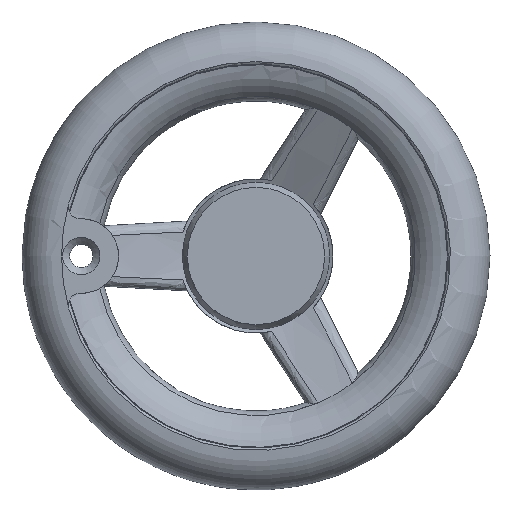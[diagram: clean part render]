
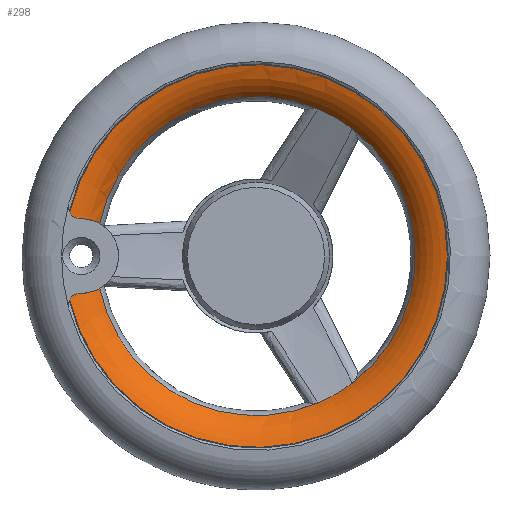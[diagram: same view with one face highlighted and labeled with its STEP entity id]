
A CAD part, left-side view. The second image highlights one B-rep face of the part: STEP entity #298.
In plain terms, the highlighted toroidal (fillet/blend) face has major radius 43.294 mm and minor radius 11 mm.
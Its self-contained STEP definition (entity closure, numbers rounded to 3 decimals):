
#129=TOROIDAL_SURFACE('',#1261,43.294,11.);
#215=B_SPLINE_CURVE_WITH_KNOTS('',3,(#1869,#1870,#1871,#1872,#1873,#1874,
#1875,#1876,#1877,#1878,#1879,#1880,#1881),.UNSPECIFIED.,.F.,.F.,(4,3,3,
3,4),(0.,0.292,0.584,0.883,1.),.UNSPECIFIED.);
#216=B_SPLINE_CURVE_WITH_KNOTS('',3,(#1883,#1884,#1885,#1886),.UNSPECIFIED.,
.F.,.F.,(4,4),(0.,1.),.UNSPECIFIED.);
#217=B_SPLINE_CURVE_WITH_KNOTS('',3,(#1892,#1893,#1894,#1895),.UNSPECIFIED.,
.F.,.F.,(4,4),(0.,1.),.UNSPECIFIED.);
#218=B_SPLINE_CURVE_WITH_KNOTS('',3,(#1897,#1898,#1899,#1900,#1901,#1902,
#1903,#1904,#1905,#1906,#1907,#1908,#1909),.UNSPECIFIED.,.F.,.F.,(4,3,3,
3,4),(0.,0.292,0.584,0.883,1.),.UNSPECIFIED.);
#298=ADVANCED_FACE('',(#397),#129,.T.);
#397=FACE_OUTER_BOUND('',#460,.T.);
#460=EDGE_LOOP('',(#585,#586,#587,#588,#589,#590,#591,#592,#593,#594));
#585=ORIENTED_EDGE('',*,*,#1043,.T.);
#586=ORIENTED_EDGE('',*,*,#1044,.T.);
#587=ORIENTED_EDGE('',*,*,#1045,.T.);
#588=ORIENTED_EDGE('',*,*,#1037,.F.);
#589=ORIENTED_EDGE('',*,*,#1046,.F.);
#590=ORIENTED_EDGE('',*,*,#1032,.F.);
#591=ORIENTED_EDGE('',*,*,#1047,.F.);
#592=ORIENTED_EDGE('',*,*,#1048,.F.);
#593=ORIENTED_EDGE('',*,*,#1049,.T.);
#594=ORIENTED_EDGE('',*,*,#1050,.F.);
#909=VERTEX_POINT('',#1777);
#910=VERTEX_POINT('',#1779);
#913=VERTEX_POINT('',#1838);
#914=VERTEX_POINT('',#1840);
#918=VERTEX_POINT('',#1867);
#919=VERTEX_POINT('',#1868);
#920=VERTEX_POINT('',#1882);
#921=VERTEX_POINT('',#1889);
#922=VERTEX_POINT('',#1891);
#923=VERTEX_POINT('',#1896);
#1032=EDGE_CURVE('',#909,#910,#1189,.T.);
#1037=EDGE_CURVE('',#913,#914,#1190,.T.);
#1043=EDGE_CURVE('',#918,#919,#1192,.T.);
#1044=EDGE_CURVE('',#919,#920,#215,.T.);
#1045=EDGE_CURVE('',#920,#914,#216,.T.);
#1046=EDGE_CURVE('',#910,#913,#1193,.T.);
#1047=EDGE_CURVE('',#921,#909,#1194,.T.);
#1048=EDGE_CURVE('',#922,#921,#1195,.T.);
#1049=EDGE_CURVE('',#922,#923,#217,.T.);
#1050=EDGE_CURVE('',#918,#923,#218,.T.);
#1189=CIRCLE('',#1251,34.25);
#1190=CIRCLE('',#1253,34.25);
#1192=CIRCLE('',#1257,41.087);
#1193=CIRCLE('',#1258,34.25);
#1194=CIRCLE('',#1259,34.25);
#1195=CIRCLE('',#1260,34.25);
#1251=AXIS2_PLACEMENT_3D('',#1778,#1377,#1378);
#1253=AXIS2_PLACEMENT_3D('',#1839,#1381,#1382);
#1257=AXIS2_PLACEMENT_3D('',#1866,#1389,#1390);
#1258=AXIS2_PLACEMENT_3D('',#1887,#1391,#1392);
#1259=AXIS2_PLACEMENT_3D('',#1888,#1393,#1394);
#1260=AXIS2_PLACEMENT_3D('',#1890,#1395,#1396);
#1261=AXIS2_PLACEMENT_3D('',#1910,#1397,#1398);
#1377=DIRECTION('',(-1.,0.,0.));
#1378=DIRECTION('',(0.,0.,1.));
#1381=DIRECTION('',(-1.,0.,0.));
#1382=DIRECTION('',(0.,0.,1.));
#1389=DIRECTION('',(-1.,0.,0.));
#1390=DIRECTION('',(0.,0.,1.));
#1391=DIRECTION('',(-1.,0.,0.));
#1392=DIRECTION('',(0.,0.,1.));
#1393=DIRECTION('',(-1.,0.,0.));
#1394=DIRECTION('',(0.,0.,1.));
#1395=DIRECTION('',(-1.,0.,0.));
#1396=DIRECTION('',(0.,0.,1.));
#1397=DIRECTION('',(-1.,0.,0.));
#1398=DIRECTION('',(0.,0.,1.));
#1777=CARTESIAN_POINT('',(352.868,162.981,-27.296));
#1778=CARTESIAN_POINT('',(352.868,183.669,0.));
#1779=CARTESIAN_POINT('',(352.868,162.981,27.296));
#1838=CARTESIAN_POINT('',(352.868,170.373,31.564));
#1839=CARTESIAN_POINT('',(352.868,183.669,0.));
#1840=CARTESIAN_POINT('',(352.868,217.206,6.95));
#1866=CARTESIAN_POINT('',(348.352,183.669,0.));
#1867=CARTESIAN_POINT('',(348.352,223.688,-9.305));
#1868=CARTESIAN_POINT('',(348.352,223.688,9.305));
#1869=CARTESIAN_POINT('',(348.352,223.688,9.305));
#1870=CARTESIAN_POINT('',(348.39,223.556,9.06));
#1871=CARTESIAN_POINT('',(348.44,223.38,8.837));
#1872=CARTESIAN_POINT('',(348.503,223.179,8.652));
#1873=CARTESIAN_POINT('',(348.567,222.978,8.468));
#1874=CARTESIAN_POINT('',(348.645,222.745,8.317));
#1875=CARTESIAN_POINT('',(348.735,222.502,8.209));
#1876=CARTESIAN_POINT('',(348.828,222.253,8.099));
#1877=CARTESIAN_POINT('',(348.935,221.987,8.031));
#1878=CARTESIAN_POINT('',(349.05,221.724,8.006));
#1879=CARTESIAN_POINT('',(349.095,221.62,7.996));
#1880=CARTESIAN_POINT('',(349.141,221.516,7.993));
#1881=CARTESIAN_POINT('',(349.189,221.413,7.996));
#1882=CARTESIAN_POINT('',(349.189,221.413,7.996));
#1883=CARTESIAN_POINT('',(349.189,221.413,7.996));
#1884=CARTESIAN_POINT('',(349.997,219.659,8.05));
#1885=CARTESIAN_POINT('',(351.297,218.199,7.516));
#1886=CARTESIAN_POINT('',(352.868,217.206,6.95));
#1887=CARTESIAN_POINT('',(352.868,183.669,0.));
#1888=CARTESIAN_POINT('',(352.868,183.669,0.));
#1889=CARTESIAN_POINT('',(352.868,170.373,-31.564));
#1890=CARTESIAN_POINT('',(352.868,183.669,0.));
#1891=CARTESIAN_POINT('',(352.868,217.206,-6.95));
#1892=CARTESIAN_POINT('',(352.868,217.206,-6.95));
#1893=CARTESIAN_POINT('',(351.297,218.2,-7.516));
#1894=CARTESIAN_POINT('',(350.004,219.644,-8.05));
#1895=CARTESIAN_POINT('',(349.189,221.413,-7.996));
#1896=CARTESIAN_POINT('',(349.189,221.413,-7.996));
#1897=CARTESIAN_POINT('',(348.352,223.688,-9.305));
#1898=CARTESIAN_POINT('',(348.39,223.556,-9.06));
#1899=CARTESIAN_POINT('',(348.44,223.38,-8.837));
#1900=CARTESIAN_POINT('',(348.503,223.179,-8.652));
#1901=CARTESIAN_POINT('',(348.567,222.978,-8.468));
#1902=CARTESIAN_POINT('',(348.645,222.745,-8.317));
#1903=CARTESIAN_POINT('',(348.735,222.502,-8.209));
#1904=CARTESIAN_POINT('',(348.828,222.253,-8.099));
#1905=CARTESIAN_POINT('',(348.935,221.987,-8.031));
#1906=CARTESIAN_POINT('',(349.05,221.724,-8.006));
#1907=CARTESIAN_POINT('',(349.095,221.62,-7.996));
#1908=CARTESIAN_POINT('',(349.141,221.516,-7.993));
#1909=CARTESIAN_POINT('',(349.189,221.413,-7.996));
#1910=CARTESIAN_POINT('',(359.128,183.669,0.));
